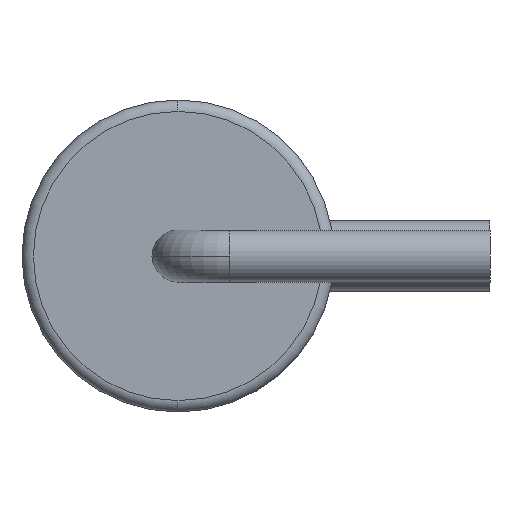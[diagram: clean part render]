
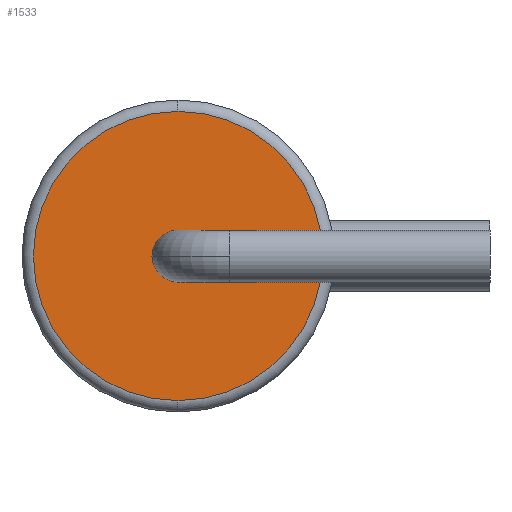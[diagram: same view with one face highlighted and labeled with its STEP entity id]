
A CAD part, left-side view. The second image highlights one B-rep face of the part: STEP entity #1533.
In plain terms, the highlighted planar face has unit normal (-1, 0, 0).
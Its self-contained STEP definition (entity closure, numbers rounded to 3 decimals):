
#21 = DIRECTION ( 'NONE',  ( 0., 0., -1. ) ) ;
#64 = CARTESIAN_POINT ( 'NONE',  ( -4.1, 0., 0. ) ) ;
#109 = CIRCLE ( 'NONE', #207, 1.39 ) ;
#110 = DIRECTION ( 'NONE',  ( 0., 0., -1. ) ) ;
#113 = DIRECTION ( 'NONE',  ( -1., 0., 0. ) ) ;
#118 = CARTESIAN_POINT ( 'NONE',  ( -4.1, 0., 0. ) ) ;
#146 = PLANE ( 'NONE',  #692 ) ;
#207 = AXIS2_PLACEMENT_3D ( 'NONE', #517, #509, #505 ) ;
#209 = CIRCLE ( 'NONE', #876, 0.25 ) ;
#320 = ORIENTED_EDGE ( 'NONE', *, *, #529, .T. ) ;
#384 = VERTEX_POINT ( 'NONE', #616 ) ;
#488 = CARTESIAN_POINT ( 'NONE',  ( -4.1, 0., -1.39 ) ) ;
#501 = CIRCLE ( 'NONE', #1529, 1.39 ) ;
#505 = DIRECTION ( 'NONE',  ( 0., 0., -1. ) ) ;
#509 = DIRECTION ( 'NONE',  ( -1., 0., 0. ) ) ;
#513 = FACE_BOUND ( 'NONE', #1358, .T. ) ;
#517 = CARTESIAN_POINT ( 'NONE',  ( -4.1, 0., 0. ) ) ;
#529 = EDGE_CURVE ( 'NONE', #925, #1159, #501, .T. ) ;
#575 = VERTEX_POINT ( 'NONE', #1342 ) ;
#587 = CIRCLE ( 'NONE', #638, 0.25 ) ;
#616 = CARTESIAN_POINT ( 'NONE',  ( -4.1, 0.25, 0. ) ) ;
#638 = AXIS2_PLACEMENT_3D ( 'NONE', #1109, #1108, #1101 ) ;
#692 = AXIS2_PLACEMENT_3D ( 'NONE', #64, #829, #21 ) ;
#719 = ORIENTED_EDGE ( 'NONE', *, *, #766, .F. ) ;
#766 = EDGE_CURVE ( 'NONE', #384, #575, #587, .T. ) ;
#829 = DIRECTION ( 'NONE',  ( 1., 0., 0. ) ) ;
#876 = AXIS2_PLACEMENT_3D ( 'NONE', #917, #913, #911 ) ;
#906 = EDGE_CURVE ( 'NONE', #575, #384, #209, .T. ) ;
#911 = DIRECTION ( 'NONE',  ( 0., 0., 1. ) ) ;
#913 = DIRECTION ( 'NONE',  ( -1., 0., 0. ) ) ;
#917 = CARTESIAN_POINT ( 'NONE',  ( -4.1, 0., 0. ) ) ;
#922 = CARTESIAN_POINT ( 'NONE',  ( -4.1, 0., 1.39 ) ) ;
#925 = VERTEX_POINT ( 'NONE', #922 ) ;
#1043 = ORIENTED_EDGE ( 'NONE', *, *, #906, .F. ) ;
#1101 = DIRECTION ( 'NONE',  ( 0., 0., 1. ) ) ;
#1108 = DIRECTION ( 'NONE',  ( -1., 0., 0. ) ) ;
#1109 = CARTESIAN_POINT ( 'NONE',  ( -4.1, 0., 0. ) ) ;
#1134 = EDGE_CURVE ( 'NONE', #1159, #925, #109, .T. ) ;
#1159 = VERTEX_POINT ( 'NONE', #488 ) ;
#1168 = FACE_OUTER_BOUND ( 'NONE', #1528, .T. ) ;
#1287 = ORIENTED_EDGE ( 'NONE', *, *, #1134, .T. ) ;
#1342 = CARTESIAN_POINT ( 'NONE',  ( -4.1, -0.25, 0. ) ) ;
#1358 = EDGE_LOOP ( 'NONE', ( #719, #1043 ) ) ;
#1528 = EDGE_LOOP ( 'NONE', ( #1287, #320 ) ) ;
#1529 = AXIS2_PLACEMENT_3D ( 'NONE', #118, #113, #110 ) ;
#1533 = ADVANCED_FACE ( 'NONE', ( #1168, #513 ), #146, .F. ) ;
